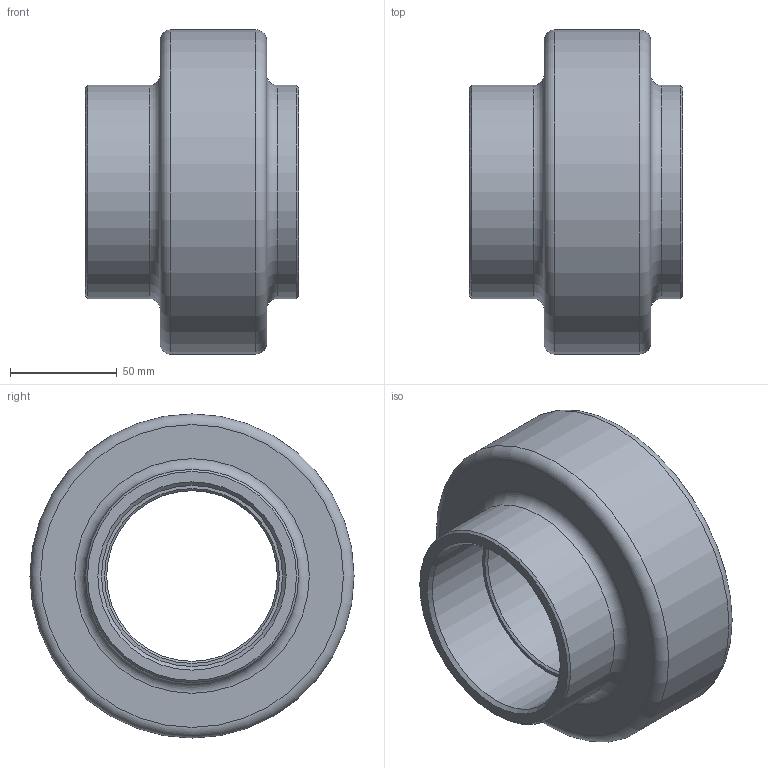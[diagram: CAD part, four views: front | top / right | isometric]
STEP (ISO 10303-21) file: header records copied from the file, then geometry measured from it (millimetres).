
FILE_DESCRIPTION(/* description */ (''),/* implementation_level */ '2;1');
FILE_NAME(/* name */ 'DGNT80.stp',/* time_stamp */ '2025-03-13T07:46:32+01:00',/* author */ (''),/* organization */ (''),/* preprocessor_version */ 'ST-DEVELOPER v16.7',/* originating_system */ 'SIEMENS PLM Software NX 1863',/* authorisation */ '');
FILE_SCHEMA (('AP203_CONFIGURATION_CONTROLLED_3D_DESIGN_OF_MECHANICAL_PARTS_AND_ASSEMBLIES_MIM_LF { 1 0 10303 403 2 1 2}'));
Length unit declared in the file: millimetre
Products named in the file (1): DGNT80_step
Bounding box: 100 x 152 x 152 mm (x, y, z)
Volume: 749742.8 mm3; surface area: 87461.4 mm2
Topology: 1 solids, 1 shells, 22 faces, 40 edges, 24 vertices
Faces by surface type: plane 6, cylinder 6, cone 6, torus 4
Full cylindrical faces by diameter (mm): 80 x1, 84.926 x2, 100 x2, 152 x1
Entity records: 542 total; most frequent: DIRECTION 90, CARTESIAN_POINT 67, AXIS2_PLACEMENT_3D 45, FACE_BOUND 44, EDGE_LOOP 44, ORIENTED_EDGE 44, ADVANCED_FACE 22, VERTEX_POINT 22
